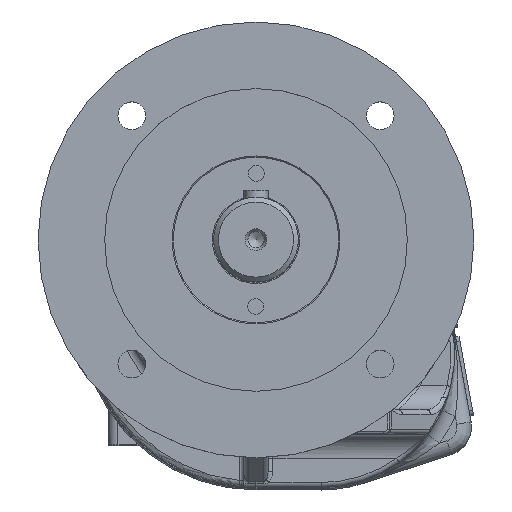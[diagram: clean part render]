
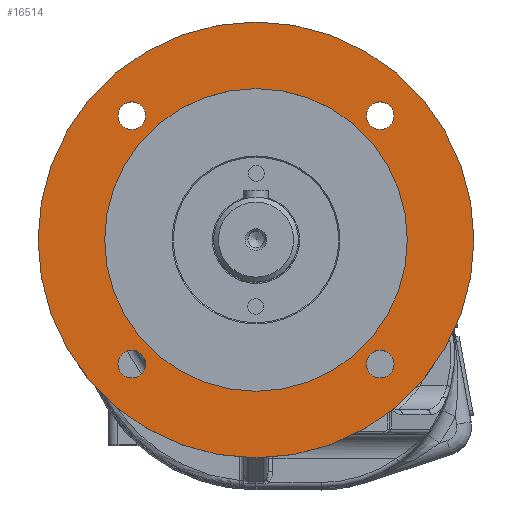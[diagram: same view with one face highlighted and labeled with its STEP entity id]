
A CAD part, top view. The second image highlights one B-rep face of the part: STEP entity #16514.
In plain terms, the highlighted planar face has unit normal (0, 0, 1).
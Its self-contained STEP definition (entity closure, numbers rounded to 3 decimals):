
#181=FACE_BOUND('',#2774,.T.);
#182=FACE_BOUND('',#2775,.T.);
#183=FACE_BOUND('',#2776,.T.);
#184=FACE_BOUND('',#2777,.T.);
#185=FACE_BOUND('',#2778,.T.);
#1009=PLANE('',#18153);
#1786=FACE_OUTER_BOUND('',#2773,.T.);
#2773=EDGE_LOOP('',(#13412,#13413));
#2774=EDGE_LOOP('',(#13414));
#2775=EDGE_LOOP('',(#13415));
#2776=EDGE_LOOP('',(#13416));
#2777=EDGE_LOOP('',(#13417));
#2778=EDGE_LOOP('',(#13418,#13419));
#3855=CIRCLE('',#18149,62.5);
#3856=CIRCLE('',#18150,62.5);
#3859=CIRCLE('',#18154,90.);
#3860=CIRCLE('',#18155,90.);
#3861=CIRCLE('',#18156,5.75);
#3862=CIRCLE('',#18157,5.75);
#3863=CIRCLE('',#18158,5.75);
#3864=CIRCLE('',#18159,5.75);
#7198=VERTEX_POINT('',#32594);
#7199=VERTEX_POINT('',#32595);
#7202=VERTEX_POINT('',#32604);
#7203=VERTEX_POINT('',#32605);
#7204=VERTEX_POINT('',#32608);
#7205=VERTEX_POINT('',#32610);
#7206=VERTEX_POINT('',#32612);
#7207=VERTEX_POINT('',#32614);
#9379=EDGE_CURVE('',#7198,#7199,#3855,.T.);
#9380=EDGE_CURVE('',#7199,#7198,#3856,.T.);
#9384=EDGE_CURVE('',#7202,#7203,#3859,.T.);
#9385=EDGE_CURVE('',#7203,#7202,#3860,.T.);
#9386=EDGE_CURVE('',#7204,#7204,#3861,.T.);
#9387=EDGE_CURVE('',#7205,#7205,#3862,.T.);
#9388=EDGE_CURVE('',#7206,#7206,#3863,.T.);
#9389=EDGE_CURVE('',#7207,#7207,#3864,.T.);
#13412=ORIENTED_EDGE('',*,*,#9384,.F.);
#13413=ORIENTED_EDGE('',*,*,#9385,.F.);
#13414=ORIENTED_EDGE('',*,*,#9386,.T.);
#13415=ORIENTED_EDGE('',*,*,#9387,.T.);
#13416=ORIENTED_EDGE('',*,*,#9388,.T.);
#13417=ORIENTED_EDGE('',*,*,#9389,.T.);
#13418=ORIENTED_EDGE('',*,*,#9379,.T.);
#13419=ORIENTED_EDGE('',*,*,#9380,.T.);
#16514=ADVANCED_FACE('',(#1786,#181,#182,#183,#184,#185),#1009,.F.);
#18149=AXIS2_PLACEMENT_3D('',#32596,#22101,#22102);
#18150=AXIS2_PLACEMENT_3D('',#32597,#22103,#22104);
#18153=AXIS2_PLACEMENT_3D('',#32603,#22110,#22111);
#18154=AXIS2_PLACEMENT_3D('',#32606,#22112,#22113);
#18155=AXIS2_PLACEMENT_3D('',#32607,#22114,#22115);
#18156=AXIS2_PLACEMENT_3D('',#32609,#22116,#22117);
#18157=AXIS2_PLACEMENT_3D('',#32611,#22118,#22119);
#18158=AXIS2_PLACEMENT_3D('',#32613,#22120,#22121);
#18159=AXIS2_PLACEMENT_3D('',#32615,#22122,#22123);
#22101=DIRECTION('center_axis',(0.,0.,
-1.));
#22102=DIRECTION('ref_axis',(0.,1.,0.));
#22103=DIRECTION('center_axis',(0.,0.,
-1.));
#22104=DIRECTION('ref_axis',(0.,1.,0.));
#22110=DIRECTION('center_axis',(0.,0.,
-1.));
#22111=DIRECTION('ref_axis',(0.,-1.,0.));
#22112=DIRECTION('center_axis',(0.,0.,
-1.));
#22113=DIRECTION('ref_axis',(0.,1.,0.));
#22114=DIRECTION('center_axis',(0.,0.,
-1.));
#22115=DIRECTION('ref_axis',(0.,1.,0.));
#22116=DIRECTION('center_axis',(0.,0.,
-1.));
#22117=DIRECTION('ref_axis',(-1.,0.,0.));
#22118=DIRECTION('center_axis',(0.,0.,
-1.));
#22119=DIRECTION('ref_axis',(0.,-1.,0.));
#22120=DIRECTION('center_axis',(0.,0.,
-1.));
#22121=DIRECTION('ref_axis',(1.,0.,0.));
#22122=DIRECTION('center_axis',(0.,0.,
-1.));
#22123=DIRECTION('ref_axis',(0.,1.,0.));
#32594=CARTESIAN_POINT('',(0.,78.08,200.65));
#32595=CARTESIAN_POINT('',(0.,-46.92,200.65));
#32596=CARTESIAN_POINT('Origin',(0.,15.58,
200.65));
#32597=CARTESIAN_POINT('Origin',(0.,15.58,
200.65));
#32603=CARTESIAN_POINT('Origin',(0.,91.83,
200.65));
#32604=CARTESIAN_POINT('',(0.,105.58,200.65));
#32605=CARTESIAN_POINT('',(0.,-74.42,200.65));
#32606=CARTESIAN_POINT('Origin',(0.,15.58,
200.65));
#32607=CARTESIAN_POINT('Origin',(0.,15.58,
200.65));
#32608=CARTESIAN_POINT('',(-45.515,-35.685,200.65));
#32609=CARTESIAN_POINT('Origin',(-51.265,-35.685,200.65));
#32610=CARTESIAN_POINT('',(51.265,-29.935,200.65));
#32611=CARTESIAN_POINT('Origin',(51.265,-35.685,200.65));
#32612=CARTESIAN_POINT('',(45.515,66.845,200.65));
#32613=CARTESIAN_POINT('Origin',(51.265,66.845,200.65));
#32614=CARTESIAN_POINT('',(-51.265,61.095,200.65));
#32615=CARTESIAN_POINT('Origin',(-51.265,66.845,200.65));
